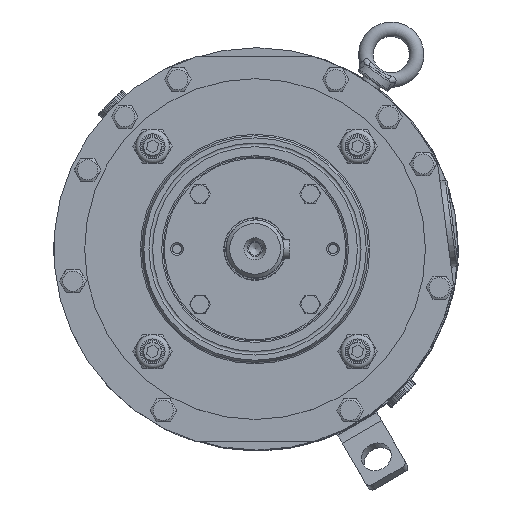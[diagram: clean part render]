
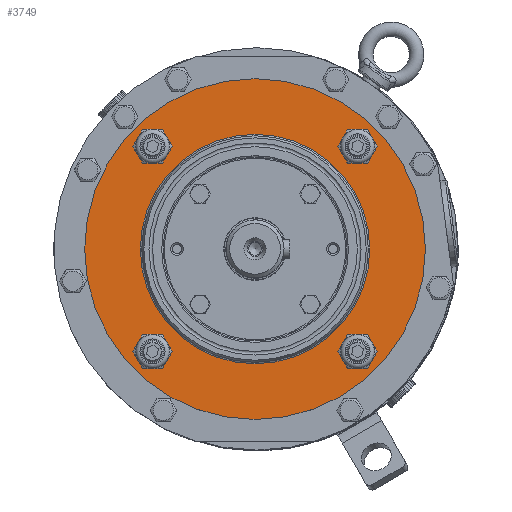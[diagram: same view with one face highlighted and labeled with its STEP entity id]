
A CAD part, top view. The second image highlights one B-rep face of the part: STEP entity #3749.
In plain terms, the highlighted planar face has unit normal (0, 0, 1).
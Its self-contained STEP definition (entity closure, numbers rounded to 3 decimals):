
#3749=ADVANCED_FACE('',(#7588,#7589,#7590,#7591,#7592,#7593),#4445,.T.);
#4445=PLANE('',#21624);
#7588=FACE_BOUND('',#8820,.T.);
#7589=FACE_BOUND('',#8821,.T.);
#7590=FACE_BOUND('',#8822,.T.);
#7591=FACE_BOUND('',#8823,.T.);
#7592=FACE_BOUND('',#8824,.T.);
#7593=FACE_BOUND('',#8825,.T.);
#8820=EDGE_LOOP('',(#13724));
#8821=EDGE_LOOP('',(#13725));
#8822=EDGE_LOOP('',(#13726));
#8823=EDGE_LOOP('',(#13727));
#8824=EDGE_LOOP('',(#13728));
#8825=EDGE_LOOP('',(#13729));
#13724=ORIENTED_EDGE('',*,*,#19128,.T.);
#13725=ORIENTED_EDGE('',*,*,#19126,.T.);
#13726=ORIENTED_EDGE('',*,*,#19124,.T.);
#13727=ORIENTED_EDGE('',*,*,#19122,.T.);
#13728=ORIENTED_EDGE('',*,*,#19131,.T.);
#13729=ORIENTED_EDGE('',*,*,#19138,.T.);
#16472=VERTEX_POINT('',#41591);
#16474=VERTEX_POINT('',#41596);
#16476=VERTEX_POINT('',#41601);
#16478=VERTEX_POINT('',#41606);
#16481=VERTEX_POINT('',#41613);
#16492=VERTEX_POINT('',#41643);
#19122=EDGE_CURVE('',#16472,#16472,#20085,.T.);
#19124=EDGE_CURVE('',#16474,#16474,#20087,.T.);
#19126=EDGE_CURVE('',#16476,#16476,#20089,.T.);
#19128=EDGE_CURVE('',#16478,#16478,#20091,.T.);
#19131=EDGE_CURVE('',#16481,#16481,#20094,.T.);
#19138=EDGE_CURVE('',#16492,#16492,#20101,.T.);
#20085=CIRCLE('',#21590,6.29);
#20087=CIRCLE('',#21593,6.29);
#20089=CIRCLE('',#21596,6.29);
#20091=CIRCLE('',#21599,6.29);
#20094=CIRCLE('',#21603,63.3);
#20101=CIRCLE('',#21622,94.);
#21590=AXIS2_PLACEMENT_3D('',#41590,#25987,#25988);
#21593=AXIS2_PLACEMENT_3D('',#41595,#25993,#25994);
#21596=AXIS2_PLACEMENT_3D('',#41600,#25999,#26000);
#21599=AXIS2_PLACEMENT_3D('',#41605,#26005,#26006);
#21603=AXIS2_PLACEMENT_3D('',#41612,#26013,#26014);
#21622=AXIS2_PLACEMENT_3D('',#41642,#26051,#26052);
#21624=AXIS2_PLACEMENT_3D('',#41645,#26055,#26056);
#25987=DIRECTION('',(0.,0.,-1.));
#25988=DIRECTION('',(1.,0.,0.));
#25993=DIRECTION('',(0.,0.,-1.));
#25994=DIRECTION('',(1.,0.,0.));
#25999=DIRECTION('',(0.,0.,-1.));
#26000=DIRECTION('',(1.,0.,0.));
#26005=DIRECTION('',(0.,0.,-1.));
#26006=DIRECTION('',(1.,0.,0.));
#26013=DIRECTION('',(0.,0.,-1.));
#26014=DIRECTION('',(1.,0.,0.));
#26051=DIRECTION('',(0.,0.,1.));
#26052=DIRECTION('',(1.,0.,0.));
#26055=DIRECTION('',(0.,0.,1.));
#26056=DIRECTION('',(-1.,0.,0.));
#41590=CARTESIAN_POINT('',(55.605,56.378,68.5));
#41591=CARTESIAN_POINT('',(61.895,56.378,68.5));
#41595=CARTESIAN_POINT('',(55.605,-56.759,68.5));
#41596=CARTESIAN_POINT('',(61.895,-56.759,68.5));
#41600=CARTESIAN_POINT('',(-57.532,-56.759,68.5));
#41601=CARTESIAN_POINT('',(-51.242,-56.759,68.5));
#41605=CARTESIAN_POINT('',(-57.532,56.378,68.5));
#41606=CARTESIAN_POINT('',(-51.242,56.378,68.5));
#41612=CARTESIAN_POINT('',(-0.963,-0.19,68.5));
#41613=CARTESIAN_POINT('',(62.337,-0.19,68.5));
#41642=CARTESIAN_POINT('',(-0.963,-0.19,68.5));
#41643=CARTESIAN_POINT('',(93.037,-0.19,68.5));
#41645=CARTESIAN_POINT('',(-0.963,-0.19,68.5));
